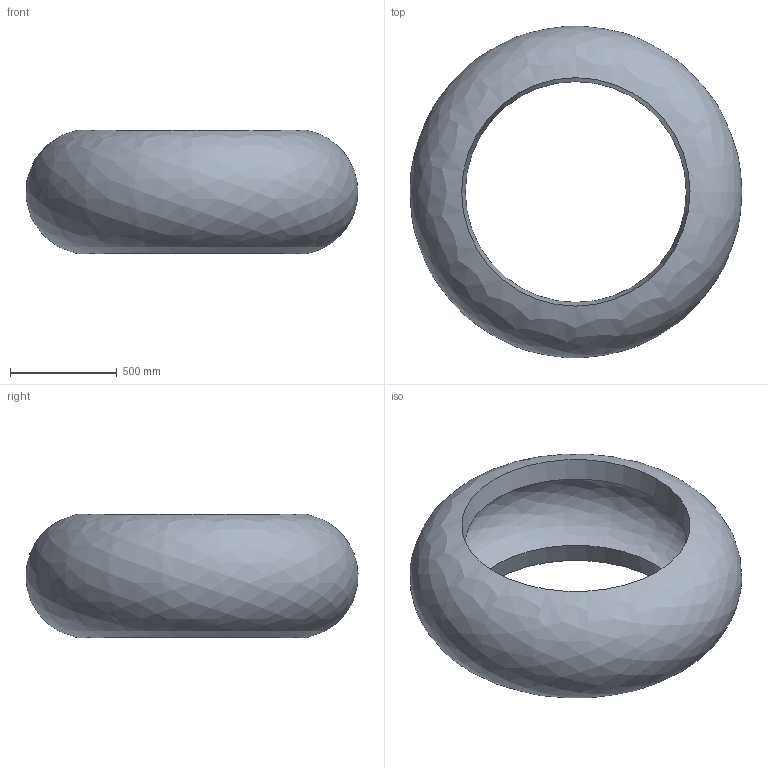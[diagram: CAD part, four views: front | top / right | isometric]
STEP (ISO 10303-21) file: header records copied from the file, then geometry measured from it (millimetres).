
FILE_DESCRIPTION(('FreeCAD Model'),'2;1');
FILE_NAME('output/f932f94d-e013-4cb7-9e3a-78c64361f503/stp/blanket.stp', '2020-01-31T23:57:35',('FreeCAD'),('FreeCAD'), 'Open CASCADE STEP processor 7.3','FreeCAD','Unknown');
FILE_SCHEMA(('AUTOMOTIVE_DESIGN { 1 0 10303 214 1 1 1 1 }'));
Length unit declared in the file: millimetre
Products named in the file (1): Open CASCADE STEP translator 7.3 3
Bounding box: 1555.72 x 1557.39 x 579.51 mm (x, y, z)
Volume: 285097712.4 mm3; surface area: 6359032.9 mm2
Topology: 1 solids, 1 shells, 4 faces, 8 edges, 4 vertices
Faces by surface type: revolution 2, cone 2
Entity records: 616 total; most frequent: CARTESIAN_POINT 431, DIRECTION 34, LINE 18, VECTOR 18, ORIENTED_EDGE 16, PCURVE 16, DEFINITIONAL_REPRESENTATION 16, EDGE_CURVE 8
